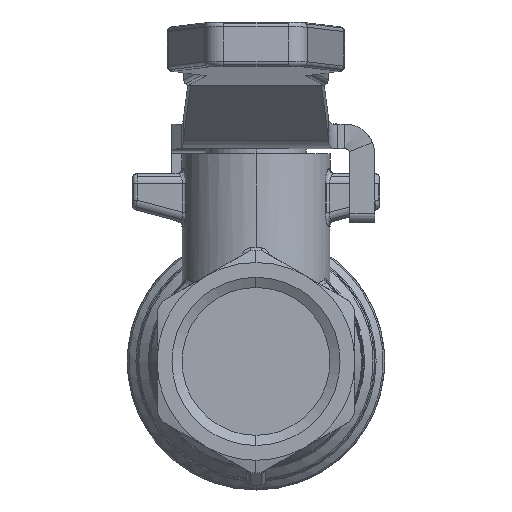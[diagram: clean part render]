
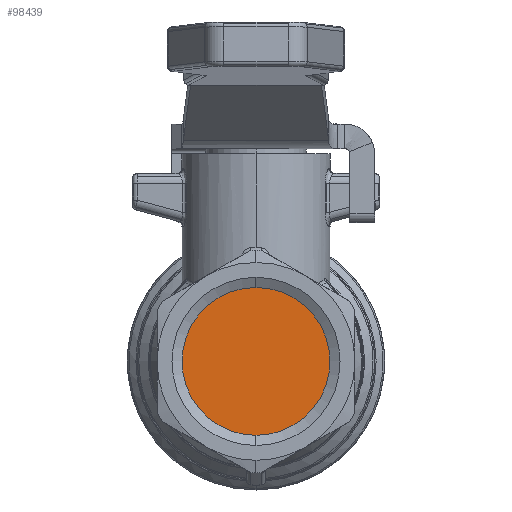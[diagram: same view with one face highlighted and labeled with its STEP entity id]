
A CAD part, left-side view. The second image highlights one B-rep face of the part: STEP entity #98439.
In plain terms, the highlighted planar face has unit normal (-1, 0, 0).
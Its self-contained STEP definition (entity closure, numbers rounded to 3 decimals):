
#25224=CARTESIAN_POINT('',(-10.5,-0.,-7.475));
#25225=VERTEX_POINT('',#25224);
#25249=CARTESIAN_POINT('',(-10.5,0.,0.));
#25250=DIRECTION('',(1.,0.,0.));
#25251=DIRECTION('',(0.,0.,-1.));
#25252=AXIS2_PLACEMENT_3D('',#25249,#25250,#25251);
#25253=CIRCLE('',#25252,7.475);
#25254=EDGE_CURVE('',#25225,#25225,#25253,.T.);
#98431=CARTESIAN_POINT('',(-10.5,5.988,0.));
#98432=DIRECTION('',(1.,0.,0.));
#98433=DIRECTION('',(0.,1.,0.));
#98434=AXIS2_PLACEMENT_3D('',#98431,#98432,#98433);
#98435=PLANE('',#98434);
#98436=ORIENTED_EDGE('',*,*,#25254,.F.);
#98437=EDGE_LOOP('',(#98436));
#98438=FACE_BOUND('',#98437,.T.);
#98439=ADVANCED_FACE('',(#98438),#98435,.F.);
